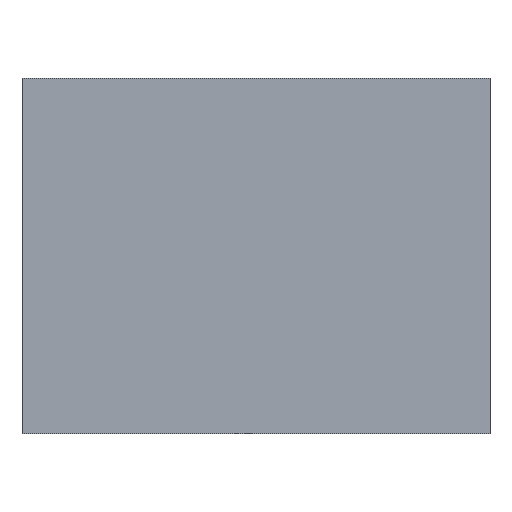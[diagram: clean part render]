
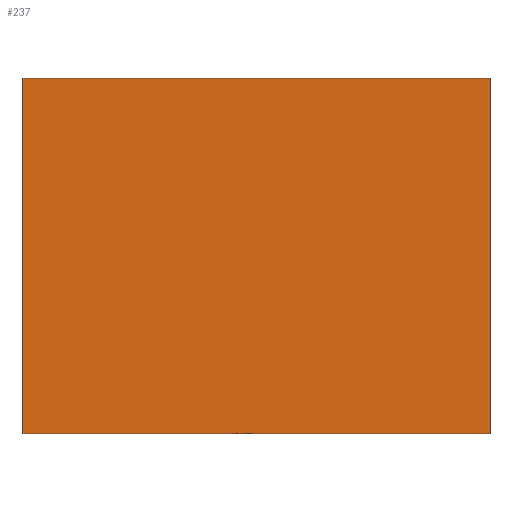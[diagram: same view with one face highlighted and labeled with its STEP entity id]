
A CAD part, left-side view. The second image highlights one B-rep face of the part: STEP entity #237.
In plain terms, the highlighted planar face has unit normal (-1, 0, 0).
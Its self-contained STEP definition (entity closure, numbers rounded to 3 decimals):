
#142 = VERTEX_POINT('',#143);
#143 = CARTESIAN_POINT('',(5.6,1.1,0.));
#151 = EDGE_CURVE('',#142,#152,#154,.T.);
#152 = VERTEX_POINT('',#153);
#153 = CARTESIAN_POINT('',(5.6,1.1,11.));
#154 = LINE('',#155,#156);
#155 = CARTESIAN_POINT('',(5.6,1.1,0.));
#156 = VECTOR('',#157,1.);
#157 = DIRECTION('',(0.,0.,1.));
#186 = EDGE_CURVE('',#142,#187,#189,.T.);
#187 = VERTEX_POINT('',#188);
#188 = CARTESIAN_POINT('',(5.6,15.6,0.));
#189 = LINE('',#190,#191);
#190 = CARTESIAN_POINT('',(5.6,1.1,0.));
#191 = VECTOR('',#192,1.);
#192 = DIRECTION('',(0.,1.,0.));
#237 = ADVANCED_FACE('',(#238),#256,.F.);
#238 = FACE_BOUND('',#239,.F.);
#239 = EDGE_LOOP('',(#240,#241,#242,#250));
#240 = ORIENTED_EDGE('',*,*,#151,.F.);
#241 = ORIENTED_EDGE('',*,*,#186,.T.);
#242 = ORIENTED_EDGE('',*,*,#243,.T.);
#243 = EDGE_CURVE('',#187,#244,#246,.T.);
#244 = VERTEX_POINT('',#245);
#245 = CARTESIAN_POINT('',(5.6,15.6,11.));
#246 = LINE('',#247,#248);
#247 = CARTESIAN_POINT('',(5.6,15.6,0.));
#248 = VECTOR('',#249,1.);
#249 = DIRECTION('',(0.,0.,1.));
#250 = ORIENTED_EDGE('',*,*,#251,.F.);
#251 = EDGE_CURVE('',#152,#244,#252,.T.);
#252 = LINE('',#253,#254);
#253 = CARTESIAN_POINT('',(5.6,1.1,11.));
#254 = VECTOR('',#255,1.);
#255 = DIRECTION('',(0.,1.,0.));
#256 = PLANE('',#257);
#257 = AXIS2_PLACEMENT_3D('',#258,#259,#260);
#258 = CARTESIAN_POINT('',(5.6,1.1,0.));
#259 = DIRECTION('',(1.,0.,0.));
#260 = DIRECTION('',(0.,0.,1.));
